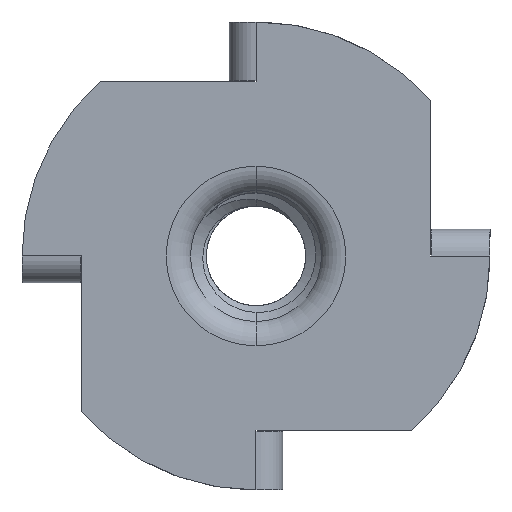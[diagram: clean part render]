
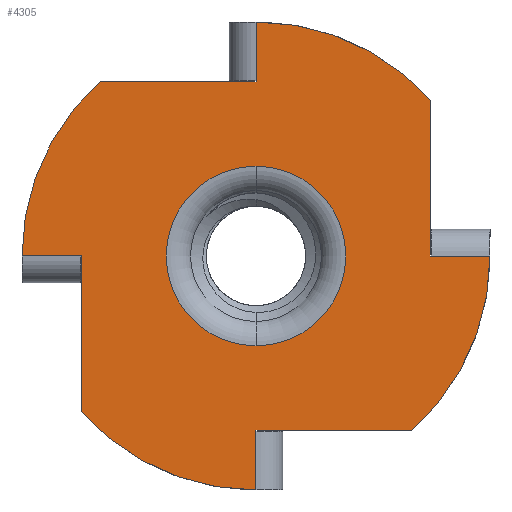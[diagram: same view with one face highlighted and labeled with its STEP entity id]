
A CAD part, front view. The second image highlights one B-rep face of the part: STEP entity #4305.
In plain terms, the highlighted planar face has unit normal (0, -1, 0).
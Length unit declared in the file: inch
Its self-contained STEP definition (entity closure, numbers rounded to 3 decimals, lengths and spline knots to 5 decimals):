
#36 = DIRECTION ( 'NONE',  ( 0., 1., 0. ) ) ;
#39 = VERTEX_POINT ( 'NONE', #4313 ) ;
#47 = CARTESIAN_POINT ( 'NONE',  ( -0.26204, 0., 0. ) ) ;
#51 = VECTOR ( 'NONE', #2713, 39.37008 ) ;
#122 = VECTOR ( 'NONE', #2720, 39.37008 ) ;
#160 = CARTESIAN_POINT ( 'NONE',  ( 0., 0., -0.35156 ) ) ;
#231 = CARTESIAN_POINT ( 'NONE',  ( 0., 0., -0.26204 ) ) ;
#255 = LINE ( 'NONE', #3774, #3745 ) ;
#295 = VERTEX_POINT ( 'NONE', #671 ) ;
#310 = DIRECTION ( 'NONE',  ( 0., 1., 0. ) ) ;
#398 = ORIENTED_EDGE ( 'NONE', *, *, #776, .T. ) ;
#429 = CARTESIAN_POINT ( 'NONE',  ( 0.35156, 0., 0. ) ) ;
#472 = FACE_OUTER_BOUND ( 'NONE', #2638, .T. ) ;
#481 = ORIENTED_EDGE ( 'NONE', *, *, #2351, .T. ) ;
#487 = VERTEX_POINT ( 'NONE', #160 ) ;
#500 = DIRECTION ( 'NONE',  ( 0., 0., -1. ) ) ;
#508 = ORIENTED_EDGE ( 'NONE', *, *, #862, .F. ) ;
#519 = CARTESIAN_POINT ( 'NONE',  ( 0., 0., 0.35156 ) ) ;
#548 = EDGE_CURVE ( 'NONE', #1538, #1070, #2250, .T. ) ;
#584 = AXIS2_PLACEMENT_3D ( 'NONE', #1421, #754, #3429 ) ;
#600 = DIRECTION ( 'NONE',  ( 0., 0., 1. ) ) ;
#663 = CARTESIAN_POINT ( 'NONE',  ( 0., 0., 0.135 ) ) ;
#670 = CARTESIAN_POINT ( 'NONE',  ( 0., 0., 0.26304 ) ) ;
#671 = CARTESIAN_POINT ( 'NONE',  ( 0., 0., 0.35156 ) ) ;
#719 = CARTESIAN_POINT ( 'NONE',  ( 0., 0., -0.135 ) ) ;
#754 = DIRECTION ( 'NONE',  ( 0., 1., 0. ) ) ;
#755 = LINE ( 'NONE', #47, #4237 ) ;
#771 = VERTEX_POINT ( 'NONE', #1900 ) ;
#773 = DIRECTION ( 'NONE',  ( 0., 0., 1. ) ) ;
#776 = EDGE_CURVE ( 'NONE', #487, #2230, #2979, .T. ) ;
#799 = VERTEX_POINT ( 'NONE', #4006 ) ;
#813 = CARTESIAN_POINT ( 'NONE',  ( -0.26204, 0., -0.23437 ) ) ;
#858 = LINE ( 'NONE', #1140, #2752 ) ;
#862 = EDGE_CURVE ( 'NONE', #771, #3354, #1134, .T. ) ;
#869 = AXIS2_PLACEMENT_3D ( 'NONE', #2130, #3141, #3828 ) ;
#911 = VERTEX_POINT ( 'NONE', #231 ) ;
#924 = CIRCLE ( 'NONE', #1272, 0.135 ) ;
#948 = DIRECTION ( 'NONE',  ( 0., 1., 0. ) ) ;
#953 = EDGE_CURVE ( 'NONE', #4137, #1367, #924, .T. ) ;
#986 = DIRECTION ( 'NONE',  ( 0., 1., 0. ) ) ;
#1000 = DIRECTION ( 'NONE',  ( 0., 0., 1. ) ) ;
#1026 = VECTOR ( 'NONE', #773, 39.37008 ) ;
#1032 = CARTESIAN_POINT ( 'NONE',  ( 0.26204, 0., 0.23437 ) ) ;
#1043 = CARTESIAN_POINT ( 'NONE',  ( -0.23438, 0., 0.26204 ) ) ;
#1070 = VERTEX_POINT ( 'NONE', #1043 ) ;
#1074 = CARTESIAN_POINT ( 'NONE',  ( 0., 0., 0. ) ) ;
#1075 = VECTOR ( 'NONE', #3746, 39.37008 ) ;
#1087 = DIRECTION ( 'NONE',  ( -1., 0., 0. ) ) ;
#1123 = EDGE_CURVE ( 'NONE', #1413, #1913, #755, .T. ) ;
#1134 = CIRCLE ( 'NONE', #2875, 0.35156 ) ;
#1140 = CARTESIAN_POINT ( 'NONE',  ( 0., 0., -0.26204 ) ) ;
#1153 = EDGE_CURVE ( 'NONE', #2230, #911, #2927, .T. ) ;
#1165 = CARTESIAN_POINT ( 'NONE',  ( -0.26304, 0., 0. ) ) ;
#1272 = AXIS2_PLACEMENT_3D ( 'NONE', #2335, #310, #4091 ) ;
#1323 = ORIENTED_EDGE ( 'NONE', *, *, #1483, .F. ) ;
#1367 = VERTEX_POINT ( 'NONE', #719 ) ;
#1396 = CARTESIAN_POINT ( 'NONE',  ( 0.23437, 0., -0.26204 ) ) ;
#1410 = EDGE_CURVE ( 'NONE', #799, #1070, #3878, .T. ) ;
#1413 = VERTEX_POINT ( 'NONE', #2054 ) ;
#1421 = CARTESIAN_POINT ( 'NONE',  ( 0., 0., 0. ) ) ;
#1483 = EDGE_CURVE ( 'NONE', #295, #1756, #3875, .T. ) ;
#1495 = LINE ( 'NONE', #519, #2429 ) ;
#1538 = VERTEX_POINT ( 'NONE', #2829 ) ;
#1545 = ORIENTED_EDGE ( 'NONE', *, *, #1410, .T. ) ;
#1704 = LINE ( 'NONE', #429, #3284 ) ;
#1712 = EDGE_CURVE ( 'NONE', #1538, #2492, #4130, .T. ) ;
#1756 = VERTEX_POINT ( 'NONE', #1032 ) ;
#1831 = CARTESIAN_POINT ( 'NONE',  ( 0., 0., 0.35156 ) ) ;
#1900 = CARTESIAN_POINT ( 'NONE',  ( 0.35156, 0., 0. ) ) ;
#1913 = VERTEX_POINT ( 'NONE', #813 ) ;
#1938 = DIRECTION ( 'NONE',  ( 0., 0., 1. ) ) ;
#2012 = CARTESIAN_POINT ( 'NONE',  ( 0., 0., -0.35156 ) ) ;
#2018 = ORIENTED_EDGE ( 'NONE', *, *, #3747, .T. ) ;
#2054 = CARTESIAN_POINT ( 'NONE',  ( -0.26204, 0., 0. ) ) ;
#2071 = LINE ( 'NONE', #3999, #3016 ) ;
#2076 = EDGE_CURVE ( 'NONE', #487, #1913, #4075, .T. ) ;
#2087 = VECTOR ( 'NONE', #3687, 39.37008 ) ;
#2096 = AXIS2_PLACEMENT_3D ( 'NONE', #4092, #36, #1000 ) ;
#2102 = CARTESIAN_POINT ( 'NONE',  ( 0., 0., -0.35156 ) ) ;
#2106 = EDGE_CURVE ( 'NONE', #4281, #1756, #2071, .T. ) ;
#2130 = CARTESIAN_POINT ( 'NONE',  ( 0., 0., 0. ) ) ;
#2145 = PLANE ( 'NONE',  #3077 ) ;
#2170 = ORIENTED_EDGE ( 'NONE', *, *, #2195, .T. ) ;
#2195 = EDGE_CURVE ( 'NONE', #911, #3354, #858, .T. ) ;
#2230 = VERTEX_POINT ( 'NONE', #4151 ) ;
#2250 = CIRCLE ( 'NONE', #869, 0.35156 ) ;
#2335 = CARTESIAN_POINT ( 'NONE',  ( 0., 0., 0. ) ) ;
#2351 = EDGE_CURVE ( 'NONE', #39, #4281, #1704, .T. ) ;
#2371 = VECTOR ( 'NONE', #500, 39.37008 ) ;
#2429 = VECTOR ( 'NONE', #4241, 39.37008 ) ;
#2492 = VERTEX_POINT ( 'NONE', #1165 ) ;
#2541 = ORIENTED_EDGE ( 'NONE', *, *, #4195, .T. ) ;
#2565 = ORIENTED_EDGE ( 'NONE', *, *, #4255, .T. ) ;
#2638 = EDGE_LOOP ( 'NONE', ( #3867, #3757, #398, #3683, #2170, #508, #4258, #481, #3967, #1323, #3692, #2018, #1545, #3378, #3198, #2565 ) ) ;
#2713 = DIRECTION ( 'NONE',  ( -1., 0., 0. ) ) ;
#2720 = DIRECTION ( 'NONE',  ( 1., 0., 0. ) ) ;
#2731 = CARTESIAN_POINT ( 'NONE',  ( -0.35156, 0., 0. ) ) ;
#2743 = CARTESIAN_POINT ( 'NONE',  ( 0.26204, 0., 0. ) ) ;
#2752 = VECTOR ( 'NONE', #2839, 39.37008 ) ;
#2778 = DIRECTION ( 'NONE',  ( 1., 0., 0. ) ) ;
#2829 = CARTESIAN_POINT ( 'NONE',  ( -0.35156, 0., 0. ) ) ;
#2839 = DIRECTION ( 'NONE',  ( 1., 0., 0. ) ) ;
#2875 = AXIS2_PLACEMENT_3D ( 'NONE', #3027, #986, #3296 ) ;
#2927 = LINE ( 'NONE', #2102, #1026 ) ;
#2948 = EDGE_CURVE ( 'NONE', #295, #3408, #1495, .T. ) ;
#2979 = LINE ( 'NONE', #2012, #2087 ) ;
#3016 = VECTOR ( 'NONE', #1938, 39.37008 ) ;
#3027 = CARTESIAN_POINT ( 'NONE',  ( 0., 0., 0. ) ) ;
#3077 = AXIS2_PLACEMENT_3D ( 'NONE', #1074, #3791, #4117 ) ;
#3084 = DIRECTION ( 'NONE',  ( 0., 0., -1. ) ) ;
#3141 = DIRECTION ( 'NONE',  ( 0., 1., 0. ) ) ;
#3169 = ORIENTED_EDGE ( 'NONE', *, *, #953, .T. ) ;
#3198 = ORIENTED_EDGE ( 'NONE', *, *, #1712, .T. ) ;
#3279 = LINE ( 'NONE', #1831, #2371 ) ;
#3284 = VECTOR ( 'NONE', #1087, 39.37008 ) ;
#3296 = DIRECTION ( 'NONE',  ( 0., 0., 1. ) ) ;
#3354 = VERTEX_POINT ( 'NONE', #1396 ) ;
#3373 = CIRCLE ( 'NONE', #2096, 0.135 ) ;
#3378 = ORIENTED_EDGE ( 'NONE', *, *, #548, .F. ) ;
#3408 = VERTEX_POINT ( 'NONE', #670 ) ;
#3429 = DIRECTION ( 'NONE',  ( 0., 0., 1. ) ) ;
#3486 = EDGE_CURVE ( 'NONE', #771, #39, #4273, .T. ) ;
#3587 = FACE_BOUND ( 'NONE', #3783, .T. ) ;
#3683 = ORIENTED_EDGE ( 'NONE', *, *, #1153, .T. ) ;
#3687 = DIRECTION ( 'NONE',  ( 0., 0., 1. ) ) ;
#3692 = ORIENTED_EDGE ( 'NONE', *, *, #2948, .T. ) ;
#3745 = VECTOR ( 'NONE', #2778, 39.37008 ) ;
#3746 = DIRECTION ( 'NONE',  ( -1., 0., 0. ) ) ;
#3747 = EDGE_CURVE ( 'NONE', #3408, #799, #3279, .T. ) ;
#3756 = AXIS2_PLACEMENT_3D ( 'NONE', #3956, #948, #600 ) ;
#3757 = ORIENTED_EDGE ( 'NONE', *, *, #2076, .F. ) ;
#3774 = CARTESIAN_POINT ( 'NONE',  ( -0.35156, 0., 0. ) ) ;
#3783 = EDGE_LOOP ( 'NONE', ( #3169, #2541 ) ) ;
#3791 = DIRECTION ( 'NONE',  ( 0., 1., 0. ) ) ;
#3828 = DIRECTION ( 'NONE',  ( 0., 0., 1. ) ) ;
#3867 = ORIENTED_EDGE ( 'NONE', *, *, #1123, .T. ) ;
#3875 = CIRCLE ( 'NONE', #584, 0.35156 ) ;
#3878 = LINE ( 'NONE', #4086, #1075 ) ;
#3956 = CARTESIAN_POINT ( 'NONE',  ( 0., 0., 0. ) ) ;
#3967 = ORIENTED_EDGE ( 'NONE', *, *, #2106, .T. ) ;
#3999 = CARTESIAN_POINT ( 'NONE',  ( 0.26204, 0., 0. ) ) ;
#4006 = CARTESIAN_POINT ( 'NONE',  ( 0., 0., 0.26204 ) ) ;
#4068 = CARTESIAN_POINT ( 'NONE',  ( 0.35156, 0., 0. ) ) ;
#4075 = CIRCLE ( 'NONE', #3756, 0.35156 ) ;
#4086 = CARTESIAN_POINT ( 'NONE',  ( 0., 0., 0.26204 ) ) ;
#4091 = DIRECTION ( 'NONE',  ( 0., 0., 1. ) ) ;
#4092 = CARTESIAN_POINT ( 'NONE',  ( 0., 0., 0. ) ) ;
#4117 = DIRECTION ( 'NONE',  ( 0., 0., 1. ) ) ;
#4130 = LINE ( 'NONE', #2731, #122 ) ;
#4137 = VERTEX_POINT ( 'NONE', #663 ) ;
#4151 = CARTESIAN_POINT ( 'NONE',  ( 0., 0., -0.26304 ) ) ;
#4195 = EDGE_CURVE ( 'NONE', #1367, #4137, #3373, .T. ) ;
#4237 = VECTOR ( 'NONE', #3084, 39.37008 ) ;
#4241 = DIRECTION ( 'NONE',  ( 0., 0., -1. ) ) ;
#4255 = EDGE_CURVE ( 'NONE', #2492, #1413, #255, .T. ) ;
#4258 = ORIENTED_EDGE ( 'NONE', *, *, #3486, .T. ) ;
#4273 = LINE ( 'NONE', #4068, #51 ) ;
#4281 = VERTEX_POINT ( 'NONE', #2743 ) ;
#4305 = ADVANCED_FACE ( 'NONE', ( #3587, #472 ), #2145, .F. ) ;
#4313 = CARTESIAN_POINT ( 'NONE',  ( 0.26304, 0., 0. ) ) ;
